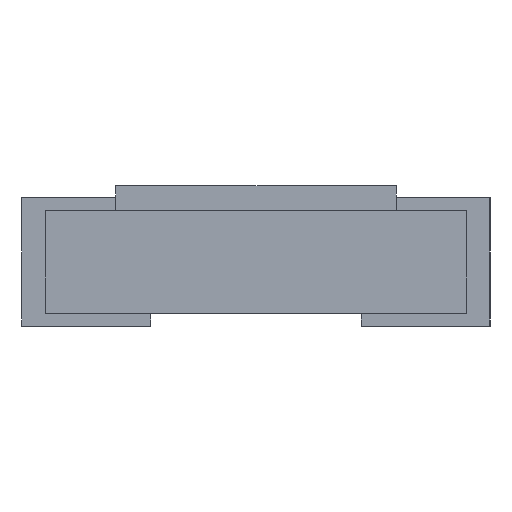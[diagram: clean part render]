
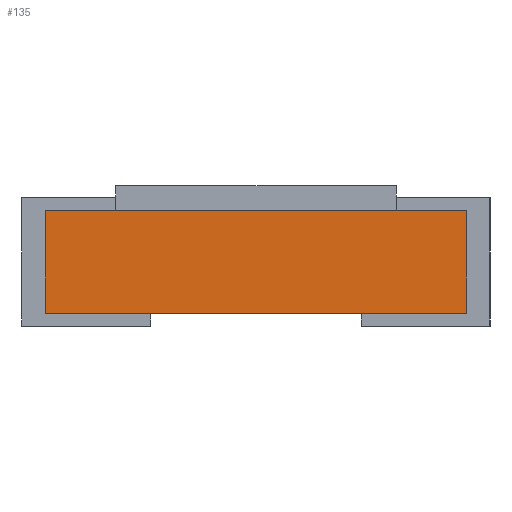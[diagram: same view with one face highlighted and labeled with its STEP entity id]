
A CAD part, left-side view. The second image highlights one B-rep face of the part: STEP entity #135.
In plain terms, the highlighted planar face has unit normal (-1, 0, 0).
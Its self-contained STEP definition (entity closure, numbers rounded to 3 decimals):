
#135=ADVANCED_FACE('',(#323),#7725,.T.);
#323=FACE_OUTER_BOUND('',#511,.T.);
#511=EDGE_LOOP('',(#729,#730,#731,#732));
#729=ORIENTED_EDGE('',*,*,#4845,.T.);
#730=ORIENTED_EDGE('',*,*,#4846,.T.);
#731=ORIENTED_EDGE('',*,*,#4847,.T.);
#732=ORIENTED_EDGE('',*,*,#4848,.T.);
#1897=PCURVE('',#7725,#3065);
#1898=PCURVE('',#7725,#3066);
#1899=PCURVE('',#7725,#3067);
#1900=PCURVE('',#7725,#3068);
#1905=PCURVE('',#7723,#3073);
#1916=PCURVE('',#7724,#3084);
#1935=PCURVE('',#7729,#3103);
#1972=PCURVE('',#7730,#3140);
#3065=DEFINITIONAL_REPRESENTATION('',(#5518),#12664);
#3066=DEFINITIONAL_REPRESENTATION('',(#5520),#12664);
#3067=DEFINITIONAL_REPRESENTATION('',(#5522),#12664);
#3068=DEFINITIONAL_REPRESENTATION('',(#5524),#12664);
#3073=DEFINITIONAL_REPRESENTATION('',(#5533),#12664);
#3084=DEFINITIONAL_REPRESENTATION('',(#5554),#12664);
#3103=DEFINITIONAL_REPRESENTATION('',(#5590),#12664);
#3140=DEFINITIONAL_REPRESENTATION('',(#5654),#12664);
#4213=SURFACE_CURVE('',#5517,(#1897,#1935),.PCURVE_S1.);
#4214=SURFACE_CURVE('',#5519,(#1898,#1905),.PCURVE_S1.);
#4215=SURFACE_CURVE('',#5521,(#1899,#1972),.PCURVE_S1.);
#4216=SURFACE_CURVE('',#5523,(#1900,#1916),.PCURVE_S1.);
#4845=EDGE_CURVE('',#7275,#7269,#4213,.T.);
#4846=EDGE_CURVE('',#7269,#7272,#4214,.T.);
#4847=EDGE_CURVE('',#7272,#7276,#4215,.T.);
#4848=EDGE_CURVE('',#7276,#7275,#4216,.T.);
#5517=B_SPLINE_CURVE_WITH_KNOTS('',1,(#8542,#8543),.UNSPECIFIED.,.F.,.F.,
(2,2),(8.4,10.2),.UNSPECIFIED.);
#5518=B_SPLINE_CURVE_WITH_KNOTS('',1,(#8544,#8545),.UNSPECIFIED.,.F.,.F.,
(2,2),(8.4,10.2),.UNSPECIFIED.);
#5519=B_SPLINE_CURVE_WITH_KNOTS('',1,(#8546,#8547),.UNSPECIFIED.,.F.,.F.,
(2,2),(0.,0.4),.UNSPECIFIED.);
#5520=B_SPLINE_CURVE_WITH_KNOTS('',1,(#8548,#8549),.UNSPECIFIED.,.F.,.F.,
(2,2),(0.,0.4),.UNSPECIFIED.);
#5521=B_SPLINE_CURVE_WITH_KNOTS('',1,(#8550,#8551),.UNSPECIFIED.,.F.,.F.,
(2,2),(-10.2,-8.4),.UNSPECIFIED.);
#5522=B_SPLINE_CURVE_WITH_KNOTS('',1,(#8552,#8553),.UNSPECIFIED.,.F.,.F.,
(2,2),(-10.2,-8.4),.UNSPECIFIED.);
#5523=B_SPLINE_CURVE_WITH_KNOTS('',1,(#8554,#8555),.UNSPECIFIED.,.F.,.F.,
(2,2),(-0.4,0.),.UNSPECIFIED.);
#5524=B_SPLINE_CURVE_WITH_KNOTS('',1,(#8556,#8557),.UNSPECIFIED.,.F.,.F.,
(2,2),(-0.4,0.),.UNSPECIFIED.);
#5533=B_SPLINE_CURVE_WITH_KNOTS('',1,(#8574,#8575),.UNSPECIFIED.,.F.,.F.,
(2,2),(0.,0.4),.UNSPECIFIED.);
#5554=B_SPLINE_CURVE_WITH_KNOTS('',1,(#8622,#8623),.UNSPECIFIED.,.F.,.F.,
(2,2),(-0.4,0.),.UNSPECIFIED.);
#5590=B_SPLINE_CURVE_WITH_KNOTS('',1,(#8708,#8709),.UNSPECIFIED.,.F.,.F.,
(2,2),(8.4,10.2),.UNSPECIFIED.);
#5654=B_SPLINE_CURVE_WITH_KNOTS('',1,(#8850,#8851),.UNSPECIFIED.,.F.,.F.,
(2,2),(-10.2,-8.4),.UNSPECIFIED.);
#7269=VERTEX_POINT('',#8434);
#7272=VERTEX_POINT('',#8437);
#7275=VERTEX_POINT('',#8440);
#7276=VERTEX_POINT('',#8441);
#7723=PLANE('',#7923);
#7724=PLANE('',#7924);
#7725=PLANE('',#7925);
#7729=PLANE('',#7929);
#7730=PLANE('',#7930);
#7923=AXIS2_PLACEMENT_3D('',#8424,#8107,$);
#7924=AXIS2_PLACEMENT_3D('',#8425,#8108,$);
#7925=AXIS2_PLACEMENT_3D('',#8426,#8109,$);
#7929=AXIS2_PLACEMENT_3D('',#8430,#8113,$);
#7930=AXIS2_PLACEMENT_3D('',#8431,#8114,$);
#8107=DIRECTION('',(0.,-1.,0.));
#8108=DIRECTION('',(0.,1.,0.));
#8109=DIRECTION('',(-1.,0.,0.));
#8113=DIRECTION('',(0.,0.,-1.));
#8114=DIRECTION('',(0.,0.,1.));
#8424=CARTESIAN_POINT('',(-2.54,-0.9,0.09));
#8425=CARTESIAN_POINT('',(0.,0.9,0.09));
#8426=CARTESIAN_POINT('',(-2.54,0.9,0.09));
#8430=CARTESIAN_POINT('',(-2.54,-0.9,0.09));
#8431=CARTESIAN_POINT('',(-2.54,-0.9,0.53));
#8434=CARTESIAN_POINT('',(-2.54,-0.9,0.09));
#8437=CARTESIAN_POINT('',(-2.54,-0.9,0.53));
#8440=CARTESIAN_POINT('',(-2.54,0.9,0.09));
#8441=CARTESIAN_POINT('',(-2.54,0.9,0.53));
#8542=CARTESIAN_POINT('',(-2.54,0.9,0.09));
#8543=CARTESIAN_POINT('',(-2.54,-0.9,0.09));
#8544=CARTESIAN_POINT('',(8.4,0.));
#8545=CARTESIAN_POINT('',(10.2,0.));
#8546=CARTESIAN_POINT('',(-2.54,-0.9,0.09));
#8547=CARTESIAN_POINT('',(-2.54,-0.9,0.53));
#8548=CARTESIAN_POINT('',(10.2,0.));
#8549=CARTESIAN_POINT('',(10.2,0.4));
#8550=CARTESIAN_POINT('',(-2.54,-0.9,0.53));
#8551=CARTESIAN_POINT('',(-2.54,0.9,0.53));
#8552=CARTESIAN_POINT('',(10.2,0.4));
#8553=CARTESIAN_POINT('',(8.4,0.4));
#8554=CARTESIAN_POINT('',(-2.54,0.9,0.53));
#8555=CARTESIAN_POINT('',(-2.54,0.9,0.09));
#8556=CARTESIAN_POINT('',(8.4,0.4));
#8557=CARTESIAN_POINT('',(8.4,0.));
#8574=CARTESIAN_POINT('',(0.,0.));
#8575=CARTESIAN_POINT('',(0.,0.4));
#8622=CARTESIAN_POINT('',(8.4,0.4));
#8623=CARTESIAN_POINT('',(8.4,0.));
#8708=CARTESIAN_POINT('',(1.8,0.));
#8709=CARTESIAN_POINT('',(0.,0.));
#8850=CARTESIAN_POINT('',(0.,0.));
#8851=CARTESIAN_POINT('',(0.,1.8));
#12664=(
GEOMETRIC_REPRESENTATION_CONTEXT(2)
PARAMETRIC_REPRESENTATION_CONTEXT()
REPRESENTATION_CONTEXT('pspace','')
);
